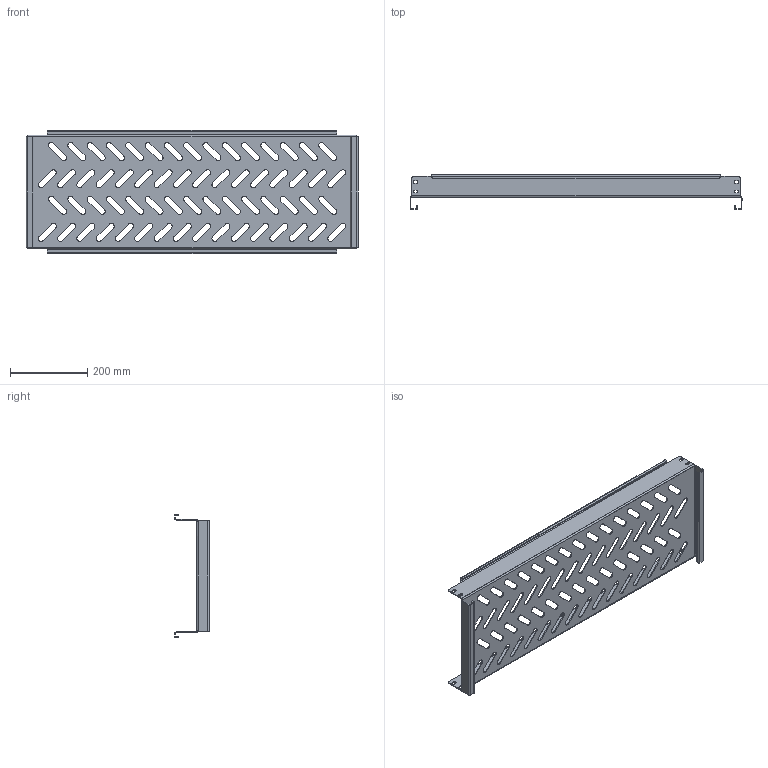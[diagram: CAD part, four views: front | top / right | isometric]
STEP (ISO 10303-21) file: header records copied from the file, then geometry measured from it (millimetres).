
FILE_DESCRIPTION (( 'STEP AP214' ), '1' );
FILE_NAME ('945.349.STEP', '2024-09-25T12:19:26', ( '' ), ( '' ), 'SwSTEP 2.0', 'SolidWorks 2021', '' );
FILE_SCHEMA (( 'AUTOMOTIVE_DESIGN' ));
Length unit declared in the file: millimetre
Products named in the file (1): 945.349
Bounding box: 860 x 90 x 320 mm (x, y, z)
Volume: 702848.3 mm3; surface area: 725958.3 mm2
Topology: 1 solids, 1 shells, 472 faces, 1322 edges, 852 vertices
Faces by surface type: cylinder 246, plane 218, bspline 8
Entity records: 15944 total; most frequent: CARTESIAN_POINT 3147, DIRECTION 2704, ORIENTED_EDGE 2644, EDGE_CURVE 1322, AXIS2_PLACEMENT_3D 957, VERTEX_POINT 852, LINE 790, VECTOR 790
